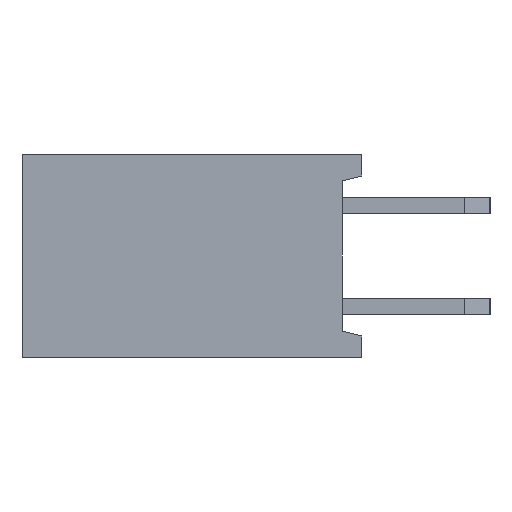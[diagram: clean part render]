
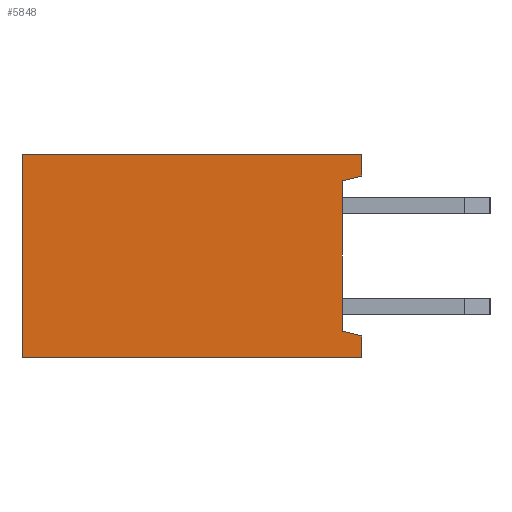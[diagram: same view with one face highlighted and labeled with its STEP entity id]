
A CAD part, left-side view. The second image highlights one B-rep face of the part: STEP entity #5848.
In plain terms, the highlighted planar face has unit normal (-1, 0, 0).
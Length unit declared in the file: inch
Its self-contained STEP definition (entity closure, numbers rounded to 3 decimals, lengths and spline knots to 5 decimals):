
#125 = LINE ( 'NONE', #30692, #13981 ) ;
#965 = EDGE_CURVE ( 'NONE', #49915, #47969, #125, .T. ) ;
#1235 = ORIENTED_EDGE ( 'NONE', *, *, #11576, .F. ) ;
#1531 = CARTESIAN_POINT ( 'NONE',  ( 0., 0., -0.02126 ) ) ;
#1658 = PLANE ( 'NONE',  #1872 ) ;
#1662 = DIRECTION ( 'NONE',  ( 0., 0.972, 0.233 ) ) ;
#1822 = DIRECTION ( 'NONE',  ( 1., 0., 0. ) ) ;
#1872 = AXIS2_PLACEMENT_3D ( 'NONE', #49797, #1822, #34292 ) ;
#2281 = CARTESIAN_POINT ( 'NONE',  ( 0., 0., -0.1 ) ) ;
#2285 = DIRECTION ( 'NONE',  ( 0., 0., -1. ) ) ;
#3328 = VECTOR ( 'NONE', #15968, 39.37008 ) ;
#4142 = FACE_OUTER_BOUND ( 'NONE', #28684, .T. ) ;
#5848 = ADVANCED_FACE ( 'NONE', ( #4142 ), #1658, .F. ) ;
#6308 = DIRECTION ( 'NONE',  ( 0., 0., -1. ) ) ;
#7084 = VECTOR ( 'NONE', #6308, 39.37008 ) ;
#7680 = CARTESIAN_POINT ( 'NONE',  ( 0., 0.00984, -0.02362 ) ) ;
#8855 = VECTOR ( 'NONE', #48263, 39.37008 ) ;
#9930 = VERTEX_POINT ( 'NONE', #11632 ) ;
#11369 = LINE ( 'NONE', #35606, #8855 ) ;
#11432 = CARTESIAN_POINT ( 'NONE',  ( 0., 0.01969, 0. ) ) ;
#11576 = EDGE_CURVE ( 'NONE', #13911, #49915, #40696, .T. ) ;
#11632 = CARTESIAN_POINT ( 'NONE',  ( 0., 0.33465, -0.2 ) ) ;
#12082 = EDGE_CURVE ( 'NONE', #21266, #20069, #17840, .T. ) ;
#13456 = EDGE_CURVE ( 'NONE', #21266, #22233, #30365, .T. ) ;
#13911 = VERTEX_POINT ( 'NONE', #50964 ) ;
#13981 = VECTOR ( 'NONE', #2285, 39.37008 ) ;
#14644 = CARTESIAN_POINT ( 'NONE',  ( 0., 0.16732, 0. ) ) ;
#15845 = CARTESIAN_POINT ( 'NONE',  ( 0., 0.01969, -0.02598 ) ) ;
#15968 = DIRECTION ( 'NONE',  ( 0., -0.972, 0.233 ) ) ;
#16534 = EDGE_CURVE ( 'NONE', #9930, #13911, #11369, .T. ) ;
#17840 = LINE ( 'NONE', #2281, #7084 ) ;
#19049 = VERTEX_POINT ( 'NONE', #15845 ) ;
#20069 = VERTEX_POINT ( 'NONE', #30718 ) ;
#21266 = VERTEX_POINT ( 'NONE', #29364 ) ;
#21875 = ORIENTED_EDGE ( 'NONE', *, *, #35511, .T. ) ;
#22233 = VERTEX_POINT ( 'NONE', #48108 ) ;
#23601 = VECTOR ( 'NONE', #34816, 39.37008 ) ;
#23930 = ORIENTED_EDGE ( 'NONE', *, *, #43631, .T. ) ;
#25460 = CARTESIAN_POINT ( 'NONE',  ( 0., 0.00984, -0.17638 ) ) ;
#27606 = CARTESIAN_POINT ( 'NONE',  ( 0., 0., 0. ) ) ;
#28684 = EDGE_LOOP ( 'NONE', ( #1235, #49084, #34801, #30080, #43433, #23930, #21875, #47399 ) ) ;
#29364 = CARTESIAN_POINT ( 'NONE',  ( 0., 0., -0.17874 ) ) ;
#29756 = VECTOR ( 'NONE', #1662, 39.37008 ) ;
#30080 = ORIENTED_EDGE ( 'NONE', *, *, #12082, .F. ) ;
#30365 = LINE ( 'NONE', #25460, #29756 ) ;
#30692 = CARTESIAN_POINT ( 'NONE',  ( 0., 0., -0.1 ) ) ;
#30712 = VECTOR ( 'NONE', #51662, 39.37008 ) ;
#30718 = CARTESIAN_POINT ( 'NONE',  ( 0., 0., -0.2 ) ) ;
#33679 = LINE ( 'NONE', #7680, #3328 ) ;
#34292 = DIRECTION ( 'NONE',  ( 0., 0., -1. ) ) ;
#34801 = ORIENTED_EDGE ( 'NONE', *, *, #42780, .F. ) ;
#34816 = DIRECTION ( 'NONE',  ( 0., -1., 0. ) ) ;
#35511 = EDGE_CURVE ( 'NONE', #19049, #47969, #33679, .T. ) ;
#35606 = CARTESIAN_POINT ( 'NONE',  ( 0., 0.33465, 0. ) ) ;
#37644 = LINE ( 'NONE', #11432, #30712 ) ;
#40696 = LINE ( 'NONE', #14644, #23601 ) ;
#41377 = DIRECTION ( 'NONE',  ( 0., 1., 0. ) ) ;
#41534 = LINE ( 'NONE', #45277, #50974 ) ;
#42780 = EDGE_CURVE ( 'NONE', #20069, #9930, #41534, .T. ) ;
#43433 = ORIENTED_EDGE ( 'NONE', *, *, #13456, .T. ) ;
#43631 = EDGE_CURVE ( 'NONE', #22233, #19049, #37644, .T. ) ;
#45277 = CARTESIAN_POINT ( 'NONE',  ( 0., 0.16732, -0.2 ) ) ;
#47399 = ORIENTED_EDGE ( 'NONE', *, *, #965, .F. ) ;
#47969 = VERTEX_POINT ( 'NONE', #1531 ) ;
#48108 = CARTESIAN_POINT ( 'NONE',  ( 0., 0.01969, -0.17402 ) ) ;
#48263 = DIRECTION ( 'NONE',  ( 0., 0., 1. ) ) ;
#49084 = ORIENTED_EDGE ( 'NONE', *, *, #16534, .F. ) ;
#49797 = CARTESIAN_POINT ( 'NONE',  ( 0., 0., 0. ) ) ;
#49915 = VERTEX_POINT ( 'NONE', #27606 ) ;
#50964 = CARTESIAN_POINT ( 'NONE',  ( 0., 0.33465, 0. ) ) ;
#50974 = VECTOR ( 'NONE', #41377, 39.37008 ) ;
#51662 = DIRECTION ( 'NONE',  ( 0., 0., 1. ) ) ;
